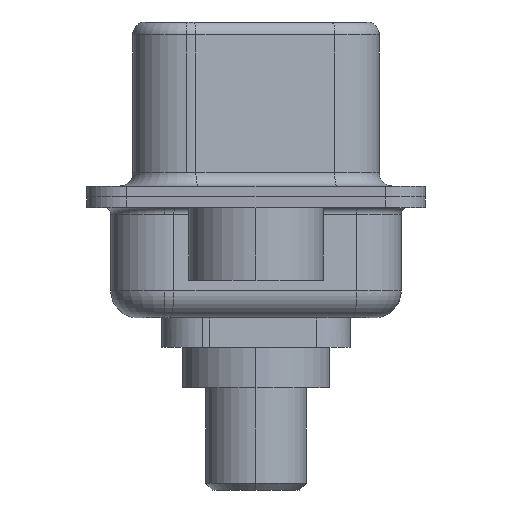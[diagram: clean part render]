
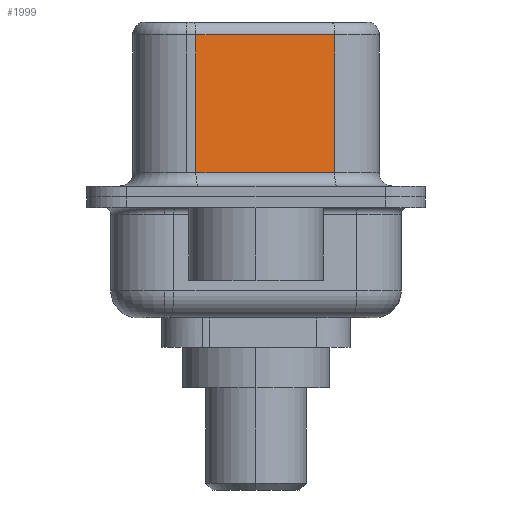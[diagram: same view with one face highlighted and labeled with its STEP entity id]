
A CAD part, left-side view. The second image highlights one B-rep face of the part: STEP entity #1999.
In plain terms, the highlighted planar face has unit normal (-0.985, -0.174, 0).
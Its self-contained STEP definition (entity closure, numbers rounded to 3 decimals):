
#1422 = LINE ( 'NONE', #2453, #10231 ) ;
#1999 = ADVANCED_FACE ( 'NONE', ( #7536 ), #5824, .F. ) ;
#2068 = VERTEX_POINT ( 'NONE', #13027 ) ;
#2309 = DIRECTION ( 'NONE',  ( 0., 0., -1. ) ) ;
#2310 = DIRECTION ( 'NONE',  ( -0.174, 0.985, 0. ) ) ;
#2421 = ORIENTED_EDGE ( 'NONE', *, *, #9972, .T. ) ;
#2453 = CARTESIAN_POINT ( 'NONE',  ( 4.585, -2.927, 6.02 ) ) ;
#2556 = DIRECTION ( 'NONE',  ( 0.174, -0.985, 0. ) ) ;
#2896 = VECTOR ( 'NONE', #5362, 1000. ) ;
#3195 = LINE ( 'NONE', #8909, #9055 ) ;
#3237 = LINE ( 'NONE', #5498, #2896 ) ;
#3609 = CARTESIAN_POINT ( 'NONE',  ( 4.585, -2.927, 0.9 ) ) ;
#3690 = CARTESIAN_POINT ( 'NONE',  ( 4.585, -2.927, 6.52 ) ) ;
#4845 = ORIENTED_EDGE ( 'NONE', *, *, #5894, .T. ) ;
#5362 = DIRECTION ( 'NONE',  ( 0., 0., -1. ) ) ;
#5498 = CARTESIAN_POINT ( 'NONE',  ( 3.675, 2.233, 6.52 ) ) ;
#5808 = VECTOR ( 'NONE', #2556, 1000. ) ;
#5824 = PLANE ( 'NONE',  #13650 ) ;
#5894 = EDGE_CURVE ( 'NONE', #12278, #6780, #1422, .T. ) ;
#6780 = VERTEX_POINT ( 'NONE', #13221 ) ;
#7194 = DIRECTION ( 'NONE',  ( -0.174, 0.985, 0. ) ) ;
#7357 = CARTESIAN_POINT ( 'NONE',  ( 4.585, -2.927, 0.9 ) ) ;
#7536 = FACE_OUTER_BOUND ( 'NONE', #14012, .T. ) ;
#8753 = LINE ( 'NONE', #3609, #5808 ) ;
#8909 = CARTESIAN_POINT ( 'NONE',  ( 4.585, -2.927, 6.52 ) ) ;
#9055 = VECTOR ( 'NONE', #2309, 1000. ) ;
#9446 = CARTESIAN_POINT ( 'NONE',  ( 4.585, -2.927, 6.02 ) ) ;
#9900 = ORIENTED_EDGE ( 'NONE', *, *, #11010, .T. ) ;
#9972 = EDGE_CURVE ( 'NONE', #6780, #2068, #3237, .T. ) ;
#10231 = VECTOR ( 'NONE', #2310, 1000. ) ;
#10296 = DIRECTION ( 'NONE',  ( 0.985, 0.174, 0. ) ) ;
#11010 = EDGE_CURVE ( 'NONE', #2068, #14296, #8753, .T. ) ;
#11543 = EDGE_CURVE ( 'NONE', #12278, #14296, #3195, .T. ) ;
#12278 = VERTEX_POINT ( 'NONE', #9446 ) ;
#13027 = CARTESIAN_POINT ( 'NONE',  ( 3.675, 2.233, 0.9 ) ) ;
#13221 = CARTESIAN_POINT ( 'NONE',  ( 3.675, 2.233, 6.02 ) ) ;
#13650 = AXIS2_PLACEMENT_3D ( 'NONE', #3690, #10296, #7194 ) ;
#14012 = EDGE_LOOP ( 'NONE', ( #14259, #4845, #2421, #9900 ) ) ;
#14259 = ORIENTED_EDGE ( 'NONE', *, *, #11543, .F. ) ;
#14296 = VERTEX_POINT ( 'NONE', #7357 ) ;
